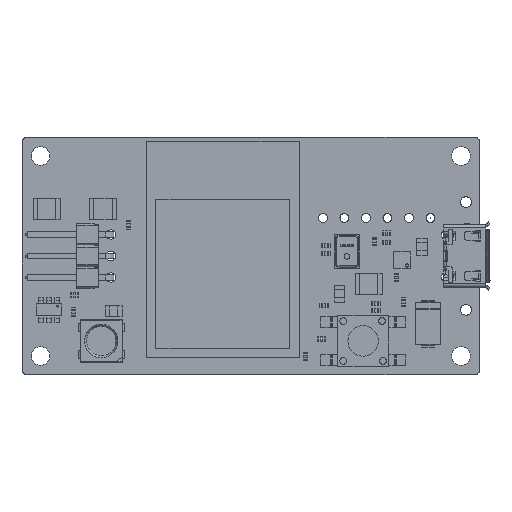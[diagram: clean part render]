
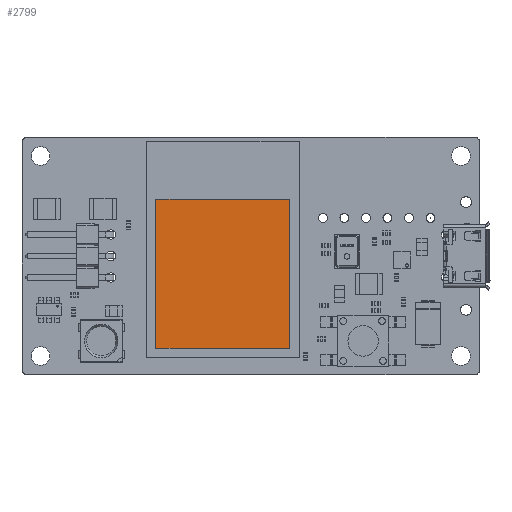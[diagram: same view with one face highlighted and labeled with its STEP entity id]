
A CAD part, top view. The second image highlights one B-rep face of the part: STEP entity #2799.
In plain terms, the highlighted planar face has unit normal (0, 0, 1).
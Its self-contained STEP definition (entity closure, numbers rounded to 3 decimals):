
#2670 = VERTEX_POINT('',#2671);
#2671 = CARTESIAN_POINT('',(-7.9,8.8,2.3));
#2677 = EDGE_CURVE('',#2670,#2678,#2680,.T.);
#2678 = VERTEX_POINT('',#2679);
#2679 = CARTESIAN_POINT('',(7.9,8.8,2.3));
#2680 = LINE('',#2681,#2682);
#2681 = CARTESIAN_POINT('',(-7.9,8.8,2.3));
#2682 = VECTOR('',#2683,1.);
#2683 = DIRECTION('',(1.,0.,0.));
#2708 = EDGE_CURVE('',#2678,#2709,#2711,.T.);
#2709 = VERTEX_POINT('',#2710);
#2710 = CARTESIAN_POINT('',(7.9,-8.8,2.3));
#2711 = LINE('',#2712,#2713);
#2712 = CARTESIAN_POINT('',(7.9,8.8,2.3));
#2713 = VECTOR('',#2714,1.);
#2714 = DIRECTION('',(0.,-1.,0.));
#2739 = EDGE_CURVE('',#2709,#2740,#2742,.T.);
#2740 = VERTEX_POINT('',#2741);
#2741 = CARTESIAN_POINT('',(-7.9,-8.8,2.3));
#2742 = LINE('',#2743,#2744);
#2743 = CARTESIAN_POINT('',(7.9,-8.8,2.3));
#2744 = VECTOR('',#2745,1.);
#2745 = DIRECTION('',(-1.,0.,0.));
#2770 = EDGE_CURVE('',#2740,#2670,#2771,.T.);
#2771 = LINE('',#2772,#2773);
#2772 = CARTESIAN_POINT('',(-7.9,-8.8,2.3));
#2773 = VECTOR('',#2774,1.);
#2774 = DIRECTION('',(0.,1.,0.));
#2799 = ADVANCED_FACE('',(#2800),#2806,.T.);
#2800 = FACE_BOUND('',#2801,.F.);
#2801 = EDGE_LOOP('',(#2802,#2803,#2804,#2805));
#2802 = ORIENTED_EDGE('',*,*,#2677,.T.);
#2803 = ORIENTED_EDGE('',*,*,#2708,.T.);
#2804 = ORIENTED_EDGE('',*,*,#2739,.T.);
#2805 = ORIENTED_EDGE('',*,*,#2770,.T.);
#2806 = PLANE('',#2807);
#2807 = AXIS2_PLACEMENT_3D('',#2808,#2809,#2810);
#2808 = CARTESIAN_POINT('',(-7.9,8.8,2.3));
#2809 = DIRECTION('',(0.,0.,1.));
#2810 = DIRECTION('',(1.,0.,0.));
